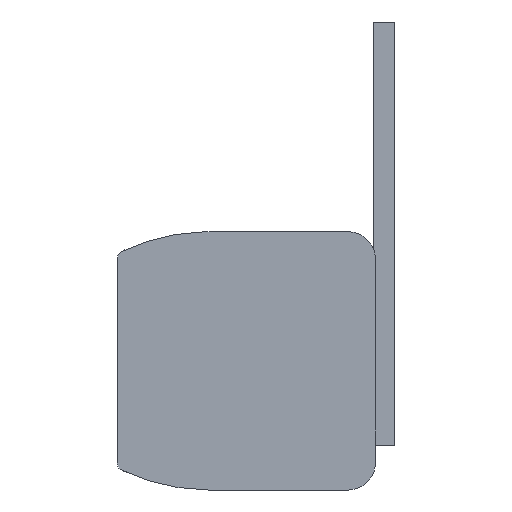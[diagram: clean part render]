
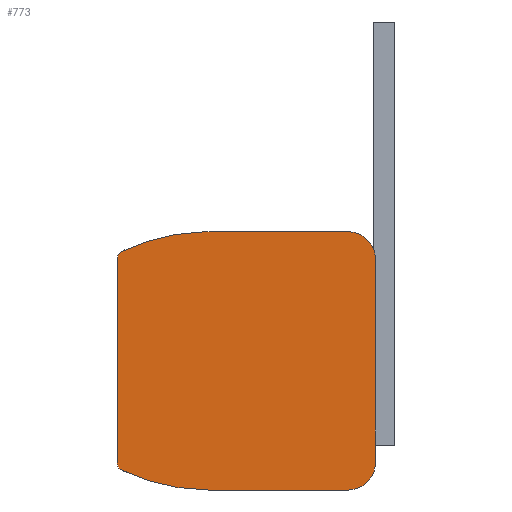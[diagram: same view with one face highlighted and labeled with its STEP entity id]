
A CAD part, front view. The second image highlights one B-rep face of the part: STEP entity #773.
In plain terms, the highlighted face is planar.
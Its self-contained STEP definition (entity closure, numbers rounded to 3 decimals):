
#73=PLANE('',#929);
#113=FACE_OUTER_BOUND('',#159,.T.);
#159=EDGE_LOOP('',(#701,#702,#703,#704,#705,#706,#707,#708,#709,#710));
#220=LINE('',#1337,#294);
#224=LINE('',#1349,#298);
#228=LINE('',#1361,#302);
#233=LINE('',#1379,#307);
#294=VECTOR('',#1103,10.);
#298=VECTOR('',#1115,10.);
#302=VECTOR('',#1127,10.);
#307=VECTOR('',#1146,10.);
#328=CIRCLE('',#909,60.);
#330=CIRCLE('',#913,8.001);
#332=CIRCLE('',#917,8.001);
#334=CIRCLE('',#921,60.);
#336=CIRCLE('',#924,2.499);
#338=CIRCLE('',#928,2.499);
#391=VERTEX_POINT('',#1328);
#392=VERTEX_POINT('',#1330);
#394=VERTEX_POINT('',#1336);
#396=VERTEX_POINT('',#1342);
#398=VERTEX_POINT('',#1348);
#400=VERTEX_POINT('',#1354);
#402=VERTEX_POINT('',#1360);
#404=VERTEX_POINT('',#1366);
#406=VERTEX_POINT('',#1372);
#408=VERTEX_POINT('',#1378);
#485=EDGE_CURVE('',#392,#391,#328,.T.);
#488=EDGE_CURVE('',#394,#392,#220,.T.);
#491=EDGE_CURVE('',#396,#394,#330,.T.);
#494=EDGE_CURVE('',#398,#396,#224,.T.);
#497=EDGE_CURVE('',#400,#398,#332,.T.);
#500=EDGE_CURVE('',#402,#400,#228,.T.);
#503=EDGE_CURVE('',#404,#402,#334,.T.);
#506=EDGE_CURVE('',#406,#404,#336,.T.);
#509=EDGE_CURVE('',#408,#406,#233,.T.);
#512=EDGE_CURVE('',#391,#408,#338,.T.);
#701=ORIENTED_EDGE('',*,*,#512,.T.);
#702=ORIENTED_EDGE('',*,*,#509,.T.);
#703=ORIENTED_EDGE('',*,*,#506,.T.);
#704=ORIENTED_EDGE('',*,*,#503,.T.);
#705=ORIENTED_EDGE('',*,*,#500,.T.);
#706=ORIENTED_EDGE('',*,*,#497,.T.);
#707=ORIENTED_EDGE('',*,*,#494,.T.);
#708=ORIENTED_EDGE('',*,*,#491,.T.);
#709=ORIENTED_EDGE('',*,*,#488,.T.);
#710=ORIENTED_EDGE('',*,*,#485,.T.);
#773=ADVANCED_FACE('',(#113),#73,.T.);
#909=AXIS2_PLACEMENT_3D('',#1331,#1097,#1098);
#913=AXIS2_PLACEMENT_3D('',#1343,#1109,#1110);
#917=AXIS2_PLACEMENT_3D('',#1355,#1121,#1122);
#921=AXIS2_PLACEMENT_3D('',#1367,#1133,#1134);
#924=AXIS2_PLACEMENT_3D('',#1373,#1140,#1141);
#928=AXIS2_PLACEMENT_3D('',#1383,#1152,#1153);
#929=AXIS2_PLACEMENT_3D('',#1384,#1154,#1155);
#1097=DIRECTION('center_axis',(0.,0.,1.));
#1098=DIRECTION('ref_axis',(-0.021,1.,0.));
#1103=DIRECTION('',(-1.,0.,0.));
#1109=DIRECTION('center_axis',(0.,0.,1.));
#1110=DIRECTION('ref_axis',(1.,0.006,0.));
#1115=DIRECTION('',(0.,1.,0.));
#1121=DIRECTION('center_axis',(0.,0.,1.));
#1122=DIRECTION('ref_axis',(0.,-1.,0.));
#1127=DIRECTION('',(1.,0.,0.));
#1133=DIRECTION('center_axis',(0.,0.,1.));
#1134=DIRECTION('ref_axis',(-0.438,-0.899,0.));
#1140=DIRECTION('center_axis',(0.,0.,1.));
#1141=DIRECTION('ref_axis',(-1.,-0.001,0.));
#1146=DIRECTION('',(0.,-1.,0.));
#1152=DIRECTION('center_axis',(0.,0.,1.));
#1153=DIRECTION('ref_axis',(-0.609,0.793,0.));
#1154=DIRECTION('center_axis',(0.,0.,1.));
#1155=DIRECTION('ref_axis',(1.,0.,0.));
#1328=CARTESIAN_POINT('',(-37.123,32.082,6.35));
#1330=CARTESIAN_POINT('',(-12.176,38.101,6.35));
#1331=CARTESIAN_POINT('Origin',(-10.903,-21.886,6.35));
#1336=CARTESIAN_POINT('',(30.099,38.101,6.35));
#1337=CARTESIAN_POINT('',(30.099,38.101,6.35));
#1342=CARTESIAN_POINT('',(38.1,30.15,6.35));
#1343=CARTESIAN_POINT('Origin',(30.099,30.1,6.35));
#1348=CARTESIAN_POINT('',(38.1,-30.148,6.35));
#1349=CARTESIAN_POINT('',(38.1,-30.148,6.35));
#1354=CARTESIAN_POINT('',(30.099,-38.099,6.35));
#1355=CARTESIAN_POINT('Origin',(30.099,-30.098,6.35));
#1360=CARTESIAN_POINT('',(-11.225,-38.099,6.35));
#1361=CARTESIAN_POINT('',(-11.225,-38.099,6.35));
#1366=CARTESIAN_POINT('',(-37.165,-32.047,6.35));
#1367=CARTESIAN_POINT('Origin',(-10.903,21.9,6.35));
#1372=CARTESIAN_POINT('',(-38.1,-30.102,6.35));
#1373=CARTESIAN_POINT('Origin',(-35.601,-30.098,6.35));
#1378=CARTESIAN_POINT('',(-38.1,30.1,6.35));
#1379=CARTESIAN_POINT('',(-38.1,30.1,6.35));
#1383=CARTESIAN_POINT('Origin',(-35.601,30.1,6.35));
#1384=CARTESIAN_POINT('Origin',(1.244,0.036,6.35));
